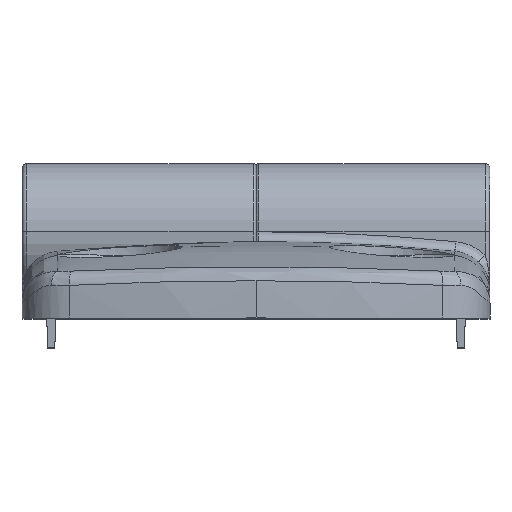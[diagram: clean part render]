
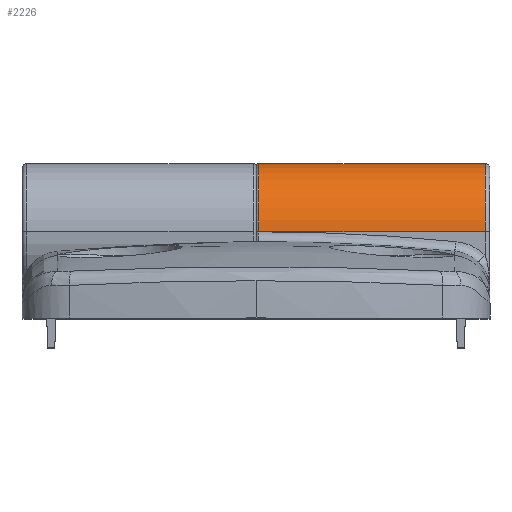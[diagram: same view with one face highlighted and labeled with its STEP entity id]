
A CAD part, top view. The second image highlights one B-rep face of the part: STEP entity #2226.
In plain terms, the highlighted cylindrical face has radius 7 mm (diameter 14 mm), a partial arc.
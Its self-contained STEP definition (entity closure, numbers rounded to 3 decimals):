
#75 = ORIENTED_EDGE ( 'NONE', *, *, #2223, .F. ) ;
#78 = CARTESIAN_POINT ( 'NONE',  ( -0.3, 8.9, 7. ) ) ;
#94 = CARTESIAN_POINT ( 'NONE',  ( -23.5, 8.9, 0. ) ) ;
#119 = DIRECTION ( 'NONE',  ( -1., 0., 0. ) ) ;
#139 = CYLINDRICAL_SURFACE ( 'NONE', #3584, 7. ) ;
#165 = EDGE_CURVE ( 'NONE', #3025, #3562, #3200, .T. ) ;
#177 = ORIENTED_EDGE ( 'NONE', *, *, #3726, .T. ) ;
#202 = CIRCLE ( 'NONE', #3813, 7. ) ;
#243 = FACE_OUTER_BOUND ( 'NONE', #356, .T. ) ;
#356 = EDGE_LOOP ( 'NONE', ( #75, #177, #933, #1189 ) ) ;
#423 = DIRECTION ( 'NONE',  ( 0., 0., 1. ) ) ;
#768 = CARTESIAN_POINT ( 'NONE',  ( -0.3, 8.9, 0. ) ) ;
#812 = CARTESIAN_POINT ( 'NONE',  ( 24., 8.9, -7. ) ) ;
#933 = ORIENTED_EDGE ( 'NONE', *, *, #165, .T. ) ;
#1074 = CARTESIAN_POINT ( 'NONE',  ( 24., 8.9, 0. ) ) ;
#1089 = DIRECTION ( 'NONE',  ( 0., 0., -1. ) ) ;
#1189 = ORIENTED_EDGE ( 'NONE', *, *, #2135, .T. ) ;
#1422 = AXIS2_PLACEMENT_3D ( 'NONE', #94, #2348, #423 ) ;
#1478 = VECTOR ( 'NONE', #2749, 1000. ) ;
#1937 = CARTESIAN_POINT ( 'NONE',  ( -23.5, 8.9, 7. ) ) ;
#1949 = LINE ( 'NONE', #3331, #3566 ) ;
#2106 = VERTEX_POINT ( 'NONE', #78 ) ;
#2135 = EDGE_CURVE ( 'NONE', #3562, #2620, #2363, .T. ) ;
#2223 = EDGE_CURVE ( 'NONE', #2106, #2620, #1949, .T. ) ;
#2226 = ADVANCED_FACE ( 'NONE', ( #243 ), #139, .T. ) ;
#2348 = DIRECTION ( 'NONE',  ( 1., 0., 0. ) ) ;
#2363 = CIRCLE ( 'NONE', #1422, 7. ) ;
#2510 = CARTESIAN_POINT ( 'NONE',  ( -23.5, 8.9, -7. ) ) ;
#2620 = VERTEX_POINT ( 'NONE', #1937 ) ;
#2689 = DIRECTION ( 'NONE',  ( -1., 0., 0. ) ) ;
#2749 = DIRECTION ( 'NONE',  ( -1., 0., 0. ) ) ;
#3015 = DIRECTION ( 'NONE',  ( 0., 0., 1. ) ) ;
#3025 = VERTEX_POINT ( 'NONE', #3797 ) ;
#3027 = DIRECTION ( 'NONE',  ( -1., 0., 0. ) ) ;
#3200 = LINE ( 'NONE', #812, #1478 ) ;
#3331 = CARTESIAN_POINT ( 'NONE',  ( 24., 8.9, 7. ) ) ;
#3562 = VERTEX_POINT ( 'NONE', #2510 ) ;
#3566 = VECTOR ( 'NONE', #2689, 1000. ) ;
#3584 = AXIS2_PLACEMENT_3D ( 'NONE', #1074, #119, #3015 ) ;
#3726 = EDGE_CURVE ( 'NONE', #2106, #3025, #202, .T. ) ;
#3797 = CARTESIAN_POINT ( 'NONE',  ( -0.3, 8.9, -7. ) ) ;
#3813 = AXIS2_PLACEMENT_3D ( 'NONE', #768, #3027, #1089 ) ;
